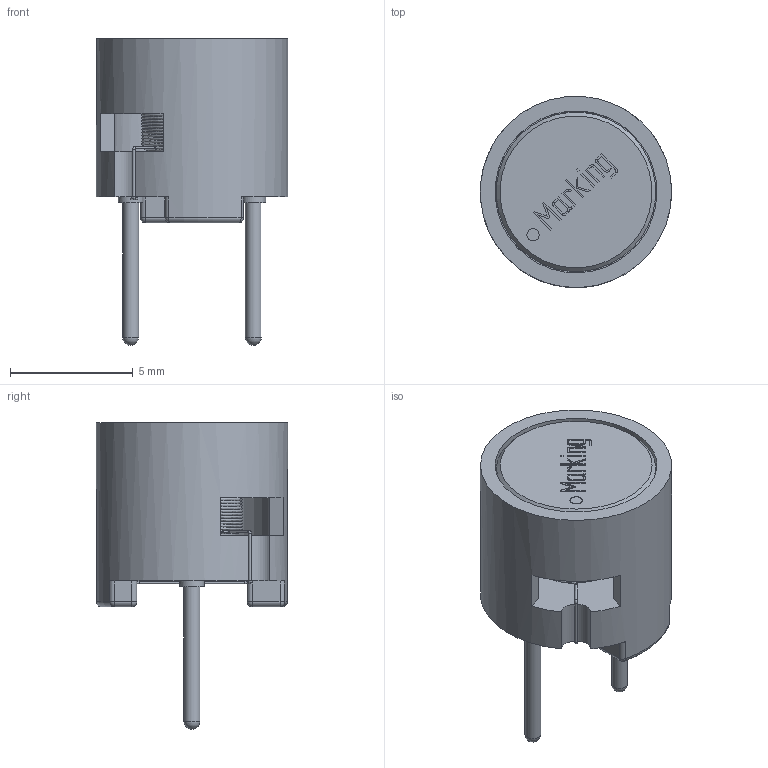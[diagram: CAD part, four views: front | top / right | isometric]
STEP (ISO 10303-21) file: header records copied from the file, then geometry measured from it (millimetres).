
FILE_DESCRIPTION(/* description */ ('Unknown'),/* implementation_level */ '2;1');
FILE_NAME(/* name */ 'L_Wurth_WE-TIS_8075',/* time_stamp */ '2022-03-07T14:08:35+08:00',/* author */ ('Unknown'),/* organization */ ('Unknown'),/* preprocessor_version */ 'ST-DEVELOPER v16.7',/* originating_system */ 'Solid Edge',/* authorisation */ 'Unknown');
FILE_SCHEMA (('AUTOMOTIVE_DESIGN {1 0 10303 214 3 1 1}'));
Length unit declared in the file: millimetre
Products named in the file (2): L_Wurth_WE-TIS_8075
Assembly tree (1 placements, depth 2):
  L_Wurth_WE-TIS_8075
    L_Wurth_WE-TIS_8075
Bounding box: 7.8 x 7.79 x 12.5 mm (x, y, z)
Volume: 231.5 mm3; surface area: 705.5 mm2
Topology: 1 solids, 1 shells, 150 faces, 385 edges, 241 vertices
Faces by surface type: plane 81, bspline 31, cylinder 25, sphere 10, torus 2, cone 1
Full cylindrical faces by diameter (mm): 0.5 x1, 0.65 x2, 1 x2, 3.6 x1, 6.5 x1, 6.6 x1, 7.8 x1
Entity records: 11097 total; most frequent: CARTESIAN_POINT 6747, ORIENTED_EDGE 664, DIRECTION 603, EDGE_CURVE 332, VERTEX_POINT 225, LINE 215, VECTOR 215, EDGE_LOOP 197
